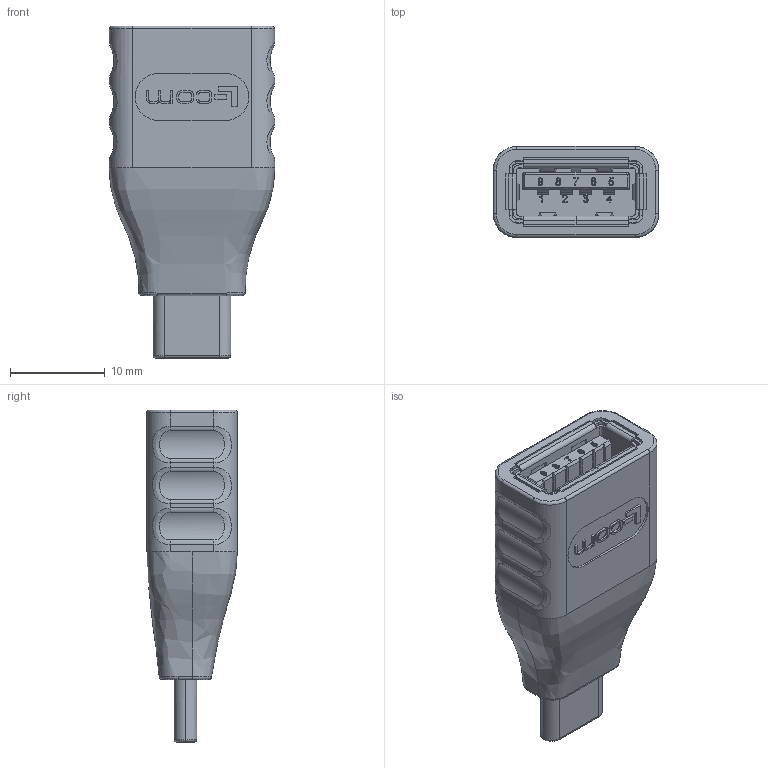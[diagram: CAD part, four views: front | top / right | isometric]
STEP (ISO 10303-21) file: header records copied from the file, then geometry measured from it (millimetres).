
FILE_DESCRIPTION (( 'STEP AP203' ), '1' );
FILE_NAME ('UAD041MF.STEP', '2016-10-10T13:51:01', ( 'x' ), ( '' ), 'SwSTEP 2.0', 'SolidWorks 2014', '' );
FILE_SCHEMA (( 'CONFIG_CONTROL_DESIGN' ));
Length unit declared in the file: millimetre
Products named in the file (7): UAD041MF-MA2-1___; UAD041MF-MA2_cut shell; UAD041MF-MA1; MTN-961; UAD041MF; MTN-962; UAD041MF-MA2-2_CUT SHELL
Assembly tree (6 placements, depth 3):
  UAD041MF
    MTN-962
    UAD041MF-MA2_cut shell
      UAD041MF-MA2-2_CUT SHELL
      UAD041MF-MA2-1___
    UAD041MF-MA1
    MTN-961
Bounding box: 17.5 x 9.6 x 35.1 mm (x, y, z)
Volume: 4543.4 mm3; surface area: 5996.6 mm2
Topology: 5 solids, 5 shells, 2031 faces, 5653 edges, 3699 vertices
Faces by surface type: plane 1301, cylinder 490, bspline 182, torus 28, sphere 24, cone 6
Entity records: 76367 total; most frequent: CARTESIAN_POINT 24329, ORIENTED_EDGE 11258, DIRECTION 9802, EDGE_CURVE 5629, VECTOR 4178, LINE 4178, VERTEX_POINT 3699, AXIS2_PLACEMENT_3D 2812
